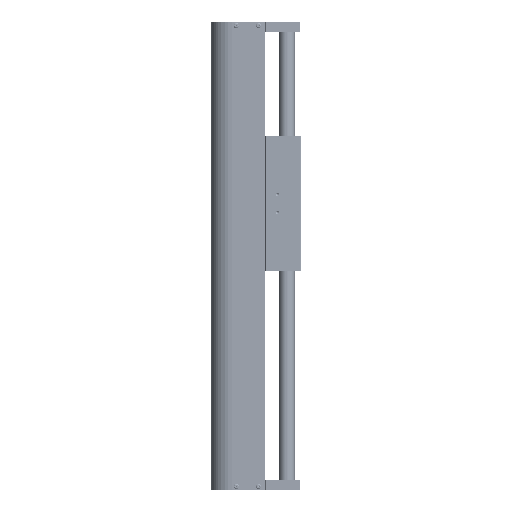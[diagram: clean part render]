
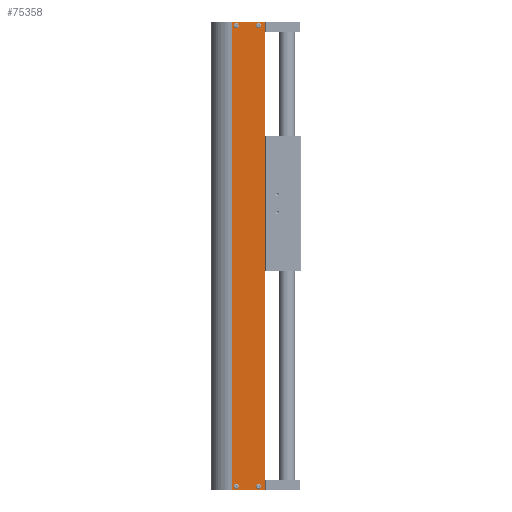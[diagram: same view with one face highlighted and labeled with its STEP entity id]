
A CAD part, left-side view. The second image highlights one B-rep face of the part: STEP entity #75358.
In plain terms, the highlighted face is planar.
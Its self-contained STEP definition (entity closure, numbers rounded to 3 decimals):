
#442 = DIRECTION ( 'NONE',  ( 0., -1., 0. ) ) ;
#686 = VECTOR ( 'NONE', #67486, 1000. ) ;
#2356 = LINE ( 'NONE', #87483, #103950 ) ;
#2434 = FACE_BOUND ( 'NONE', #101978, .T. ) ;
#2756 = EDGE_CURVE ( 'NONE', #86848, #86848, #5804, .T. ) ;
#4056 = FACE_BOUND ( 'NONE', #45014, .T. ) ;
#5804 = CIRCLE ( 'NONE', #73405, 2.4 ) ;
#7847 = CARTESIAN_POINT ( 'NONE',  ( -32., 0., 0. ) ) ;
#8101 = CARTESIAN_POINT ( 'NONE',  ( -32., -42., 724.4 ) ) ;
#10978 = CARTESIAN_POINT ( 'NONE',  ( -32., 0., 727. ) ) ;
#11069 = EDGE_LOOP ( 'NONE', ( #83048 ) ) ;
#11951 = CARTESIAN_POINT ( 'NONE',  ( -32., 0., 727. ) ) ;
#16430 = EDGE_CURVE ( 'NONE', #50576, #50576, #20938, .T. ) ;
#16880 = CIRCLE ( 'NONE', #95120, 2.4 ) ;
#17844 = EDGE_CURVE ( 'NONE', #72836, #45113, #36578, .T. ) ;
#19689 = DIRECTION ( 'NONE',  ( -1., 0., 0. ) ) ;
#20938 = CIRCLE ( 'NONE', #42306, 2.4 ) ;
#21711 = VERTEX_POINT ( 'NONE', #84234 ) ;
#21755 = ORIENTED_EDGE ( 'NONE', *, *, #2756, .F. ) ;
#22724 = DIRECTION ( 'NONE',  ( 0., 0., 1. ) ) ;
#23996 = DIRECTION ( 'NONE',  ( 0., 0., 1. ) ) ;
#24231 = EDGE_CURVE ( 'NONE', #83841, #83841, #16880, .T. ) ;
#25630 = LINE ( 'NONE', #59082, #69668 ) ;
#27950 = PLANE ( 'NONE',  #91548 ) ;
#28497 = FACE_OUTER_BOUND ( 'NONE', #53936, .T. ) ;
#28599 = DIRECTION ( 'NONE',  ( 0., 0., 1. ) ) ;
#29185 = ORIENTED_EDGE ( 'NONE', *, *, #24231, .F. ) ;
#29508 = CARTESIAN_POINT ( 'NONE',  ( -32., 0., 0. ) ) ;
#29599 = FACE_BOUND ( 'NONE', #30628, .T. ) ;
#30628 = EDGE_LOOP ( 'NONE', ( #21755 ) ) ;
#33652 = DIRECTION ( 'NONE',  ( 0., 0., 1. ) ) ;
#34370 = EDGE_CURVE ( 'NONE', #72836, #44619, #2356, .T. ) ;
#34499 = ORIENTED_EDGE ( 'NONE', *, *, #17844, .F. ) ;
#35405 = EDGE_CURVE ( 'NONE', #106331, #106331, #89140, .T. ) ;
#36275 = DIRECTION ( 'NONE',  ( 0., 0., -1. ) ) ;
#36578 = LINE ( 'NONE', #10978, #78231 ) ;
#37462 = FACE_BOUND ( 'NONE', #11069, .T. ) ;
#38277 = CARTESIAN_POINT ( 'NONE',  ( -32., -42., 722. ) ) ;
#38917 = DIRECTION ( 'NONE',  ( -1., 0., 0. ) ) ;
#40384 = DIRECTION ( 'NONE',  ( -1., 0., 0. ) ) ;
#42306 = AXIS2_PLACEMENT_3D ( 'NONE', #61496, #71032, #28599 ) ;
#44619 = VERTEX_POINT ( 'NONE', #29508 ) ;
#45014 = EDGE_LOOP ( 'NONE', ( #57124 ) ) ;
#45113 = VERTEX_POINT ( 'NONE', #48800 ) ;
#48800 = CARTESIAN_POINT ( 'NONE',  ( -32., -51.5, 727. ) ) ;
#50007 = ORIENTED_EDGE ( 'NONE', *, *, #74808, .T. ) ;
#50576 = VERTEX_POINT ( 'NONE', #68408 ) ;
#53936 = EDGE_LOOP ( 'NONE', ( #50007, #107528, #34499, #78338 ) ) ;
#57124 = ORIENTED_EDGE ( 'NONE', *, *, #35405, .F. ) ;
#59082 = CARTESIAN_POINT ( 'NONE',  ( -32., -51.5, 727. ) ) ;
#61496 = CARTESIAN_POINT ( 'NONE',  ( -32., -7., 5. ) ) ;
#61963 = DIRECTION ( 'NONE',  ( 0., 1., 0. ) ) ;
#63059 = CARTESIAN_POINT ( 'NONE',  ( -32., 0., 727. ) ) ;
#67486 = DIRECTION ( 'NONE',  ( 0., -1., 0. ) ) ;
#68408 = CARTESIAN_POINT ( 'NONE',  ( -32., -7., 7.4 ) ) ;
#69668 = VECTOR ( 'NONE', #23996, 1000. ) ;
#71032 = DIRECTION ( 'NONE',  ( -1., 0., 0. ) ) ;
#71834 = CARTESIAN_POINT ( 'NONE',  ( -32., -42., 7.4 ) ) ;
#72836 = VERTEX_POINT ( 'NONE', #11951 ) ;
#73405 = AXIS2_PLACEMENT_3D ( 'NONE', #105215, #38917, #22724 ) ;
#73724 = DIRECTION ( 'NONE',  ( 0., 0., 1. ) ) ;
#74808 = EDGE_CURVE ( 'NONE', #44619, #21711, #84151, .T. ) ;
#75358 = ADVANCED_FACE ( 'NONE', ( #28497, #2434, #29599, #4056, #37462 ), #27950, .F. ) ;
#78231 = VECTOR ( 'NONE', #442, 1000. ) ;
#78338 = ORIENTED_EDGE ( 'NONE', *, *, #34370, .T. ) ;
#83048 = ORIENTED_EDGE ( 'NONE', *, *, #16430, .F. ) ;
#83841 = VERTEX_POINT ( 'NONE', #8101 ) ;
#84151 = LINE ( 'NONE', #7847, #686 ) ;
#84234 = CARTESIAN_POINT ( 'NONE',  ( -32., -51.5, 0. ) ) ;
#86848 = VERTEX_POINT ( 'NONE', #101366 ) ;
#87483 = CARTESIAN_POINT ( 'NONE',  ( -32., 0., 727. ) ) ;
#89140 = CIRCLE ( 'NONE', #103405, 2.4 ) ;
#91548 = AXIS2_PLACEMENT_3D ( 'NONE', #63059, #97059, #61963 ) ;
#95120 = AXIS2_PLACEMENT_3D ( 'NONE', #38277, #40384, #33652 ) ;
#96016 = CARTESIAN_POINT ( 'NONE',  ( -32., -42., 5. ) ) ;
#97059 = DIRECTION ( 'NONE',  ( 1., 0., 0. ) ) ;
#101366 = CARTESIAN_POINT ( 'NONE',  ( -32., -7., 724.4 ) ) ;
#101978 = EDGE_LOOP ( 'NONE', ( #29185 ) ) ;
#103405 = AXIS2_PLACEMENT_3D ( 'NONE', #96016, #19689, #73724 ) ;
#103950 = VECTOR ( 'NONE', #36275, 1000. ) ;
#105215 = CARTESIAN_POINT ( 'NONE',  ( -32., -7., 722. ) ) ;
#105611 = EDGE_CURVE ( 'NONE', #21711, #45113, #25630, .T. ) ;
#106331 = VERTEX_POINT ( 'NONE', #71834 ) ;
#107528 = ORIENTED_EDGE ( 'NONE', *, *, #105611, .T. ) ;
